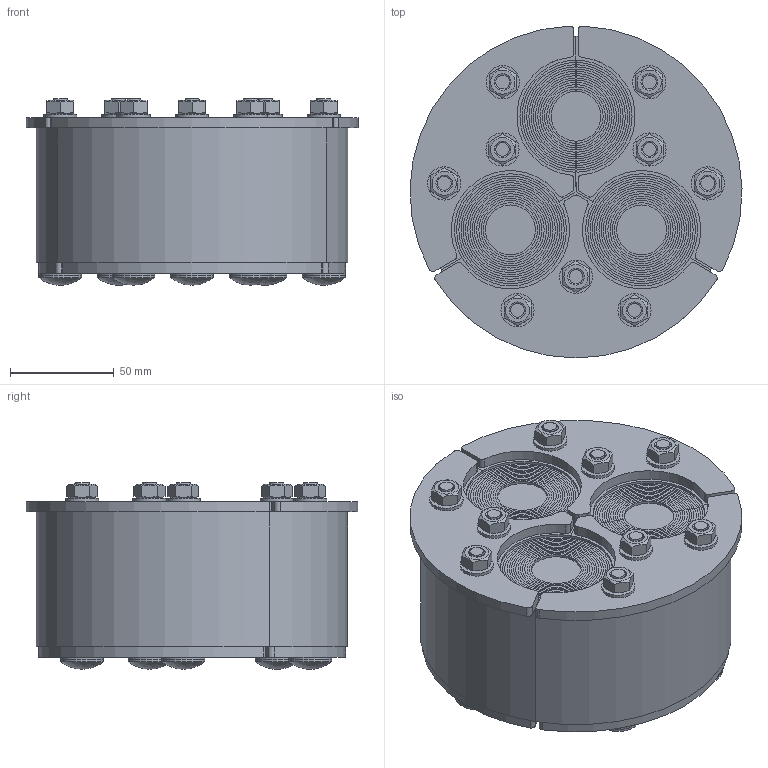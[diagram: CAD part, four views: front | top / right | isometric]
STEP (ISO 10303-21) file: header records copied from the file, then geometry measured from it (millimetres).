
FILE_DESCRIPTION((''),'2;1');
FILE_NAME('H31503x2454.stp','2016-10-06T13:22:15',(''),(''),'Autodesk Inventor 2013','Autodesk Inventor 2013','');
FILE_SCHEMA(('AUTOMOTIVE_DESIGN { 1 0 10303 214 1 1 1 1 }'));
Length unit declared in the file: millimetre
Products named in the file (13): ALL H3; 100-033170; 100-033095; 100-033091; 100-033164; 100-033092; 100-033093; 100-034290; 100-034289; 100-003448; 100-001228; 100-004658; 100-004977
Assembly tree (29 placements, depth 4):
  ALL H3
    100-033170
      100-033095  x3
        100-033091
        100-033164
      100-033092  x3
      100-033093  x3
      100-034290  x9
        100-034289
        100-003448
        100-001228
        100-004658
      100-004977  x3
Bounding box: 159.97 x 159.94 x 89.77 mm (x, y, z)
Volume: 1261060.9 mm3; surface area: 884786 mm2
Topology: 132 solids, 132 shells, 1131 faces, 2493 edges, 1635 vertices
Faces by surface type: plane 666, cylinder 375, cone 81, sphere 9
Full cylindrical faces by diameter (mm): 6.647 x9, 7.8 x9, 8 x9, 8.4 x9, 16 x9, 20.65 x9, 20.7 x9, 24 x3
Entity records: 6808 total; most frequent: DIRECTION 1167, CARTESIAN_POINT 1124, ORIENTED_EDGE 982, EDGE_CURVE 491, AXIS2_PLACEMENT_3D 437, VERTEX_POINT 334, VECTOR 293, LINE 293
